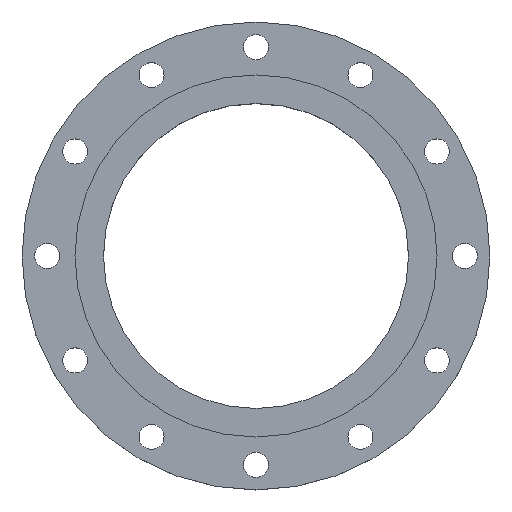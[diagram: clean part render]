
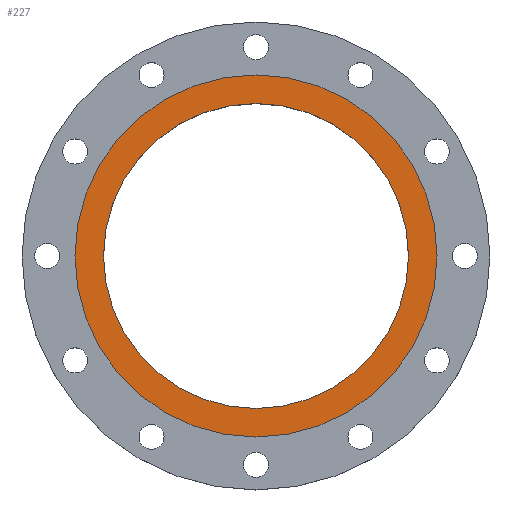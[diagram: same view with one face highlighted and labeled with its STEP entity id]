
A CAD part, top view. The second image highlights one B-rep face of the part: STEP entity #227.
In plain terms, the highlighted planar face has unit normal (0, 0, 1).
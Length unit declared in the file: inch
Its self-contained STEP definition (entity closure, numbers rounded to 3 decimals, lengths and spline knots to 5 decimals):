
#82 = AXIS2_PLACEMENT_3D ( 'NONE', #1386, #468, #600 ) ;
#121 = VERTEX_POINT ( 'NONE', #194 ) ;
#145 = DIRECTION ( 'NONE',  ( 1., 0., 0. ) ) ;
#152 = CIRCLE ( 'NONE', #721, 8.125 ) ;
#194 = CARTESIAN_POINT ( 'NONE',  ( 6.84375, 0., 0. ) ) ;
#216 = VERTEX_POINT ( 'NONE', #867 ) ;
#227 = ADVANCED_FACE ( 'NONE', ( #649, #417 ), #284, .F. ) ;
#254 = CARTESIAN_POINT ( 'NONE',  ( -6.84375, 0., 0. ) ) ;
#284 = PLANE ( 'NONE',  #907 ) ;
#311 = AXIS2_PLACEMENT_3D ( 'NONE', #1369, #1070, #1064 ) ;
#328 = EDGE_LOOP ( 'NONE', ( #1034, #368 ) ) ;
#368 = ORIENTED_EDGE ( 'NONE', *, *, #799, .F. ) ;
#417 = FACE_OUTER_BOUND ( 'NONE', #795, .T. ) ;
#463 = CARTESIAN_POINT ( 'NONE',  ( 0., 0., 0. ) ) ;
#468 = DIRECTION ( 'NONE',  ( 0., 0., 1. ) ) ;
#600 = DIRECTION ( 'NONE',  ( 1., 0., 0. ) ) ;
#649 = FACE_BOUND ( 'NONE', #328, .T. ) ;
#721 = AXIS2_PLACEMENT_3D ( 'NONE', #463, #1452, #1145 ) ;
#730 = CARTESIAN_POINT ( 'NONE',  ( 0., 0., 0. ) ) ;
#795 = EDGE_LOOP ( 'NONE', ( #935, #1430 ) ) ;
#799 = EDGE_CURVE ( 'NONE', #1158, #121, #1005, .T. ) ;
#808 = CARTESIAN_POINT ( 'NONE',  ( 8.125, 0., 0. ) ) ;
#853 = VERTEX_POINT ( 'NONE', #808 ) ;
#856 = DIRECTION ( 'NONE',  ( 0., 0., -1. ) ) ;
#867 = CARTESIAN_POINT ( 'NONE',  ( -8.125, 0., 0. ) ) ;
#907 = AXIS2_PLACEMENT_3D ( 'NONE', #1287, #856, #1306 ) ;
#933 = DIRECTION ( 'NONE',  ( 0., 0., 1. ) ) ;
#935 = ORIENTED_EDGE ( 'NONE', *, *, #1067, .T. ) ;
#1005 = CIRCLE ( 'NONE', #82, 6.84375 ) ;
#1011 = EDGE_CURVE ( 'NONE', #216, #853, #152, .T. ) ;
#1034 = ORIENTED_EDGE ( 'NONE', *, *, #1138, .F. ) ;
#1064 = DIRECTION ( 'NONE',  ( 1., 0., 0. ) ) ;
#1067 = EDGE_CURVE ( 'NONE', #853, #216, #1234, .T. ) ;
#1070 = DIRECTION ( 'NONE',  ( 0., 0., 1. ) ) ;
#1138 = EDGE_CURVE ( 'NONE', #121, #1158, #1144, .T. ) ;
#1144 = CIRCLE ( 'NONE', #1440, 6.84375 ) ;
#1145 = DIRECTION ( 'NONE',  ( 1., 0., 0. ) ) ;
#1158 = VERTEX_POINT ( 'NONE', #254 ) ;
#1234 = CIRCLE ( 'NONE', #311, 8.125 ) ;
#1287 = CARTESIAN_POINT ( 'NONE',  ( 0., 6.84375, 0. ) ) ;
#1306 = DIRECTION ( 'NONE',  ( -1., 0., 0. ) ) ;
#1369 = CARTESIAN_POINT ( 'NONE',  ( 0., 0., 0. ) ) ;
#1386 = CARTESIAN_POINT ( 'NONE',  ( 0., 0., 0. ) ) ;
#1430 = ORIENTED_EDGE ( 'NONE', *, *, #1011, .T. ) ;
#1440 = AXIS2_PLACEMENT_3D ( 'NONE', #730, #933, #145 ) ;
#1452 = DIRECTION ( 'NONE',  ( 0., 0., 1. ) ) ;
